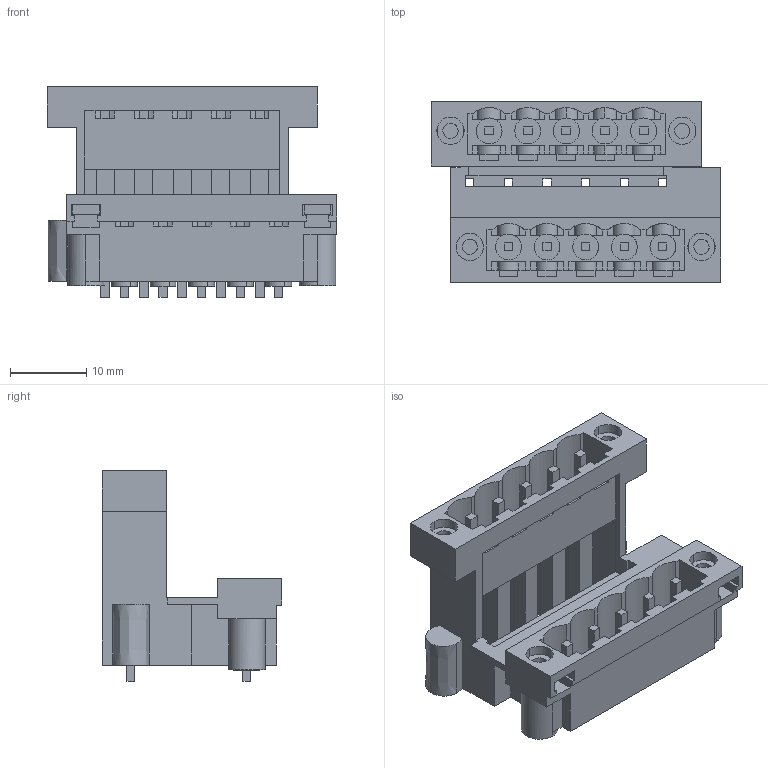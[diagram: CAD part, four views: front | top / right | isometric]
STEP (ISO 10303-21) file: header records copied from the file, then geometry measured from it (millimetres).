
FILE_DESCRIPTION(('CATIA V5 STEP Exchange','CAx-IF Rec.Pracs.--- Model Styling and Organization---1.2---2011-12-15'),'2;1');
FILE_NAME ('D1456900_0_1828920000_1828920000.stp','2018-04-19T11:43:00+00:00',('none'),('Weidmueller'),'CATIA Version 5-6 Release 2014','CATIA V5 STEP AP214','none');
FILE_SCHEMA(('AUTOMOTIVE_DESIGN { 1 0 10303 214 1 1 1 1 }'));
Length unit declared in the file: millimetre
Products named in the file (1): 1828920000
Bounding box: 38.1 x 23.67 x 27.66 mm (x, y, z)
Volume: 5274.3 mm3; surface area: 10174.1 mm2
Topology: 15 solids, 20 shells, 604 faces, 1872 edges, 1295 vertices
Faces by surface type: plane 498, cylinder 102, extrusion 4
Entity records: 20268 total; most frequent: CARTESIAN_POINT 4339, ORIENTED_EDGE 3744, DIRECTION 2562, EDGE_CURVE 1872, VECTOR 1532, LINE 1528, VERTEX_POINT 1295, EDGE_LOOP 661
